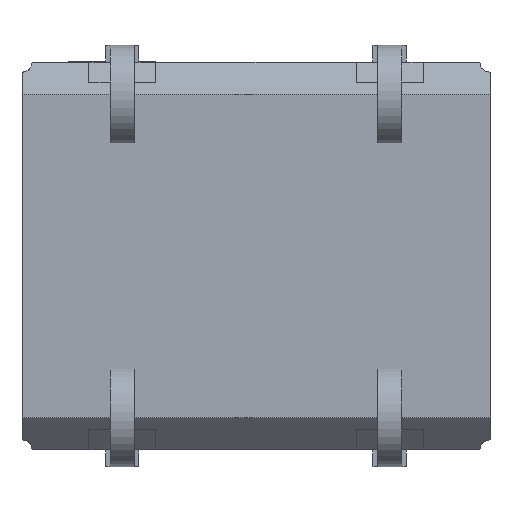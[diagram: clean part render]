
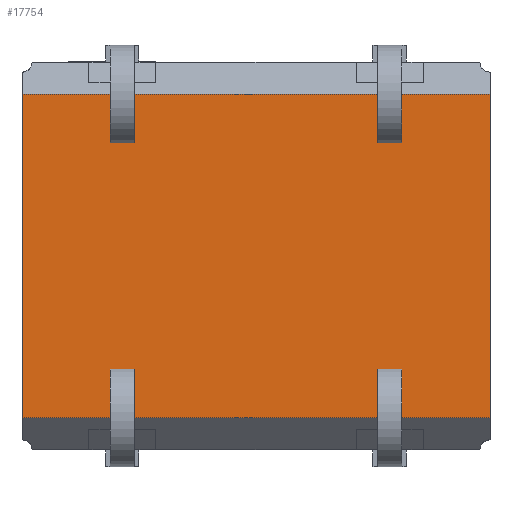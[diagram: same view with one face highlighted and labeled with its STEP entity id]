
A CAD part, front view. The second image highlights one B-rep face of the part: STEP entity #17754.
In plain terms, the highlighted planar face has unit normal (0, -1, 0).
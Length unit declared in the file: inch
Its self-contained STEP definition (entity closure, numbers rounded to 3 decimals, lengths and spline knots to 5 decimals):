
#251 = DIRECTION ( 'NONE',  ( 0., 0., 1. ) ) ;
#638 = CARTESIAN_POINT ( 'NONE',  ( 0., 0., 0.121 ) ) ;
#819 = ORIENTED_EDGE ( 'NONE', *, *, #16912, .T. ) ;
#1155 = DIRECTION ( 'NONE',  ( 0., 0., -1. ) ) ;
#1508 = CARTESIAN_POINT ( 'NONE',  ( 0.3425, 0., -0.121 ) ) ;
#2945 = EDGE_CURVE ( 'NONE', #11543, #17397, #14293, .T. ) ;
#4984 = VECTOR ( 'NONE', #16772, 39.37008 ) ;
#4994 = DIRECTION ( 'NONE',  ( 0., 0., -1. ) ) ;
#5781 = ORIENTED_EDGE ( 'NONE', *, *, #2945, .T. ) ;
#5944 = VERTEX_POINT ( 'NONE', #18469 ) ;
#6193 = VECTOR ( 'NONE', #11984, 39.37008 ) ;
#6208 = AXIS2_PLACEMENT_3D ( 'NONE', #17598, #14876, #251 ) ;
#6473 = ORIENTED_EDGE ( 'NONE', *, *, #14772, .T. ) ;
#6746 = CARTESIAN_POINT ( 'NONE',  ( 0., 0., -0.121 ) ) ;
#6761 = VECTOR ( 'NONE', #4994, 39.37008 ) ;
#9448 = CARTESIAN_POINT ( 'NONE',  ( 0.35, 0., 0.121 ) ) ;
#10502 = FACE_OUTER_BOUND ( 'NONE', #16807, .T. ) ;
#10988 = VERTEX_POINT ( 'NONE', #9448 ) ;
#11543 = VERTEX_POINT ( 'NONE', #11966 ) ;
#11966 = CARTESIAN_POINT ( 'NONE',  ( 0., 0., 0.121 ) ) ;
#11984 = DIRECTION ( 'NONE',  ( 1., 0., 0. ) ) ;
#12040 = CARTESIAN_POINT ( 'NONE',  ( 0.35, 0., 0.145 ) ) ;
#12998 = CARTESIAN_POINT ( 'NONE',  ( 0., 0., 0.145 ) ) ;
#13361 = ORIENTED_EDGE ( 'NONE', *, *, #15234, .F. ) ;
#13571 = LINE ( 'NONE', #12040, #6761 ) ;
#14293 = LINE ( 'NONE', #12998, #16922 ) ;
#14772 = EDGE_CURVE ( 'NONE', #10988, #11543, #15065, .T. ) ;
#14816 = LINE ( 'NONE', #1508, #6193 ) ;
#14876 = DIRECTION ( 'NONE',  ( 0., 1., 0. ) ) ;
#15065 = LINE ( 'NONE', #638, #4984 ) ;
#15234 = EDGE_CURVE ( 'NONE', #10988, #5944, #13571, .T. ) ;
#16191 = PLANE ( 'NONE',  #6208 ) ;
#16772 = DIRECTION ( 'NONE',  ( -1., 0., 0. ) ) ;
#16807 = EDGE_LOOP ( 'NONE', ( #5781, #819, #13361, #6473 ) ) ;
#16912 = EDGE_CURVE ( 'NONE', #17397, #5944, #14816, .T. ) ;
#16922 = VECTOR ( 'NONE', #1155, 39.37008 ) ;
#17397 = VERTEX_POINT ( 'NONE', #6746 ) ;
#17598 = CARTESIAN_POINT ( 'NONE',  ( 0., 0., 0.145 ) ) ;
#17754 = ADVANCED_FACE ( 'NONE', ( #10502 ), #16191, .F. ) ;
#18469 = CARTESIAN_POINT ( 'NONE',  ( 0.35, 0., -0.121 ) ) ;
